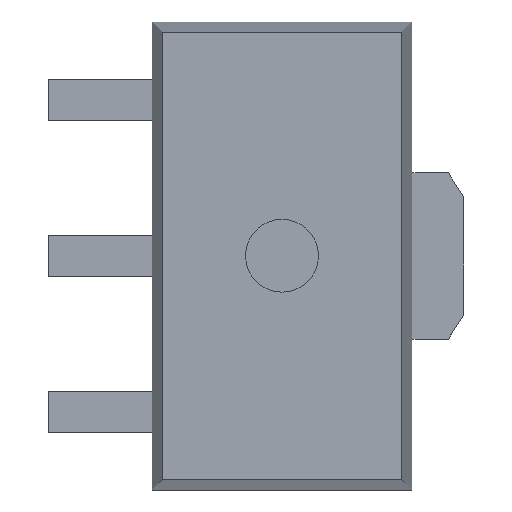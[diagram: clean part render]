
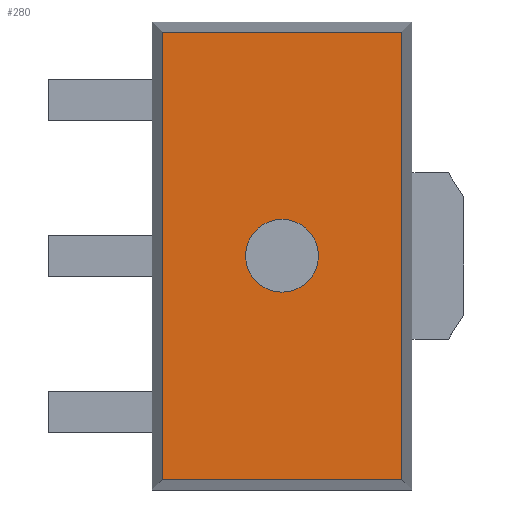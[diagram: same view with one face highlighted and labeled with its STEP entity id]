
A CAD part, top view. The second image highlights one B-rep face of the part: STEP entity #280.
In plain terms, the highlighted planar face has unit normal (0, 0, 1).
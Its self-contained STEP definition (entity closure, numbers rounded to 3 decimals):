
#165 = VERTEX_POINT('',#166);
#166 = CARTESIAN_POINT('',(-1.15,-2.15,1.52));
#174 = VERTEX_POINT('',#175);
#175 = CARTESIAN_POINT('',(1.15,-2.15,1.52));
#181 = EDGE_CURVE('',#165,#174,#182,.T.);
#182 = LINE('',#183,#184);
#183 = CARTESIAN_POINT('',(-1.25,-2.15,1.52));
#184 = VECTOR('',#185,1.);
#185 = DIRECTION('',(1.,0.,0.));
#261 = VERTEX_POINT('',#262);
#262 = CARTESIAN_POINT('',(-1.15,2.15,1.52));
#270 = EDGE_CURVE('',#261,#165,#271,.T.);
#271 = LINE('',#272,#273);
#272 = CARTESIAN_POINT('',(-1.15,2.25,1.52));
#273 = VECTOR('',#274,1.);
#274 = DIRECTION('',(0.,-1.,0.));
#280 = ADVANCED_FACE('',(#281,#299),#310,.T.);
#281 = FACE_BOUND('',#282,.T.);
#282 = EDGE_LOOP('',(#283,#284,#292,#298));
#283 = ORIENTED_EDGE('',*,*,#181,.T.);
#284 = ORIENTED_EDGE('',*,*,#285,.T.);
#285 = EDGE_CURVE('',#174,#286,#288,.T.);
#286 = VERTEX_POINT('',#287);
#287 = CARTESIAN_POINT('',(1.15,2.15,1.52));
#288 = LINE('',#289,#290);
#289 = CARTESIAN_POINT('',(1.15,-2.25,1.52));
#290 = VECTOR('',#291,1.);
#291 = DIRECTION('',(0.,1.,0.));
#292 = ORIENTED_EDGE('',*,*,#293,.T.);
#293 = EDGE_CURVE('',#286,#261,#294,.T.);
#294 = LINE('',#295,#296);
#295 = CARTESIAN_POINT('',(1.25,2.15,1.52));
#296 = VECTOR('',#297,1.);
#297 = DIRECTION('',(-1.,0.,0.));
#298 = ORIENTED_EDGE('',*,*,#270,.T.);
#299 = FACE_BOUND('',#300,.T.);
#300 = EDGE_LOOP('',(#301));
#301 = ORIENTED_EDGE('',*,*,#302,.T.);
#302 = EDGE_CURVE('',#303,#303,#305,.T.);
#303 = VERTEX_POINT('',#304);
#304 = CARTESIAN_POINT('',(-0.35,0.,1.52));
#305 = CIRCLE('',#306,0.35);
#306 = AXIS2_PLACEMENT_3D('',#307,#308,#309);
#307 = CARTESIAN_POINT('',(0.,0.,1.52)
);
#308 = DIRECTION('',(0.,0.,-1.));
#309 = DIRECTION('',(-1.,0.,0.));
#310 = PLANE('',#311);
#311 = AXIS2_PLACEMENT_3D('',#312,#313,#314);
#312 = CARTESIAN_POINT('',(0.,0.,1.52));
#313 = DIRECTION('',(0.,0.,1.));
#314 = DIRECTION('',(1.,0.,-0.));
